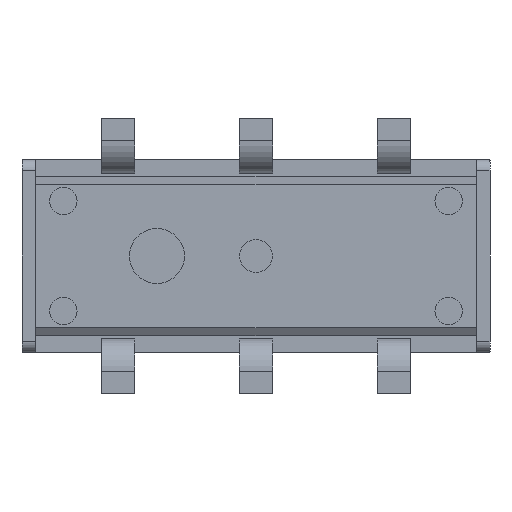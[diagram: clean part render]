
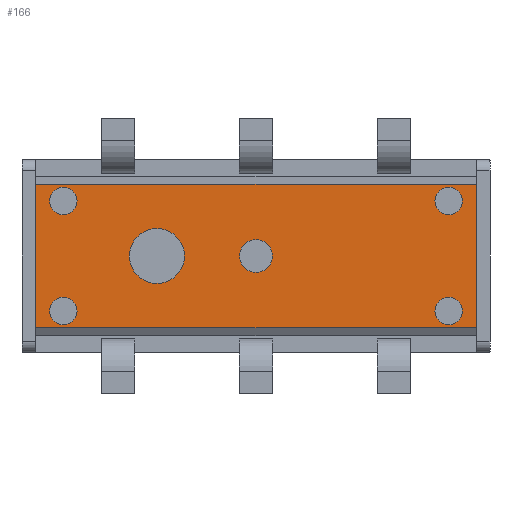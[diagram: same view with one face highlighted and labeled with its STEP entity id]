
A CAD part, front view. The second image highlights one B-rep face of the part: STEP entity #166.
In plain terms, the highlighted planar face has unit normal (0, -1, 0).
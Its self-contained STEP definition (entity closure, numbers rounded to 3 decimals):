
#14 = DIRECTION ( 'NONE',  ( 0., -1., 0. ) ) ;
#44 = DIRECTION ( 'NONE',  ( 0., -1., 0. ) ) ;
#51 = EDGE_LOOP ( 'NONE', ( #7016 ) ) ;
#92 = VERTEX_POINT ( 'NONE', #3938 ) ;
#121 = ORIENTED_EDGE ( 'NONE', *, *, #1494, .F. ) ;
#166 = ADVANCED_FACE ( 'NONE', ( #7177, #4154, #2474, #5542, #1792, #2194, #3961 ), #766, .F. ) ;
#181 = EDGE_CURVE ( 'NONE', #887, #887, #7567, .T. ) ;
#198 = AXIS2_PLACEMENT_3D ( 'NONE', #2436, #14, #8193 ) ;
#302 = DIRECTION ( 'NONE',  ( 0., -1., 0. ) ) ;
#495 = DIRECTION ( 'NONE',  ( 0., -1., 0. ) ) ;
#731 = EDGE_CURVE ( 'NONE', #6427, #6035, #6124, .T. ) ;
#766 = PLANE ( 'NONE',  #8104 ) ;
#844 = CARTESIAN_POINT ( 'NONE',  ( 3.5, 0.25, -0.75 ) ) ;
#887 = VERTEX_POINT ( 'NONE', #7827 ) ;
#894 = CARTESIAN_POINT ( 'NONE',  ( -4., 0.25, -1.75 ) ) ;
#1211 = EDGE_LOOP ( 'NONE', ( #5058 ) ) ;
#1257 = CIRCLE ( 'NONE', #3773, 0.25 ) ;
#1477 = CARTESIAN_POINT ( 'NONE',  ( -4., 0.25, -1.3 ) ) ;
#1494 = EDGE_CURVE ( 'NONE', #6530, #6530, #3087, .T. ) ;
#1541 = DIRECTION ( 'NONE',  ( 1., 0., 0. ) ) ;
#1666 = ORIENTED_EDGE ( 'NONE', *, *, #731, .T. ) ;
#1763 = CARTESIAN_POINT ( 'NONE',  ( 4., 0.25, -1.75 ) ) ;
#1792 = FACE_BOUND ( 'NONE', #1211, .T. ) ;
#1878 = DIRECTION ( 'NONE',  ( 0., 0., 1. ) ) ;
#1974 = CIRCLE ( 'NONE', #7041, 0.25 ) ;
#2194 = FACE_BOUND ( 'NONE', #2872, .T. ) ;
#2202 = EDGE_CURVE ( 'NONE', #6705, #7193, #2374, .T. ) ;
#2297 = EDGE_CURVE ( 'NONE', #6427, #6705, #7857, .T. ) ;
#2369 = CIRCLE ( 'NONE', #198, 0.5 ) ;
#2374 = LINE ( 'NONE', #7755, #3779 ) ;
#2436 = CARTESIAN_POINT ( 'NONE',  ( -1.8, 0.25, 0. ) ) ;
#2474 = FACE_BOUND ( 'NONE', #51, .T. ) ;
#2704 = CARTESIAN_POINT ( 'NONE',  ( 0., 0.25, 0. ) ) ;
#2872 = EDGE_LOOP ( 'NONE', ( #6066 ) ) ;
#3087 = CIRCLE ( 'NONE', #3839, 0.25 ) ;
#3196 = EDGE_CURVE ( 'NONE', #92, #92, #2369, .T. ) ;
#3224 = CARTESIAN_POINT ( 'NONE',  ( 3.5, 0.25, -1. ) ) ;
#3311 = CARTESIAN_POINT ( 'NONE',  ( -4.25, 0.25, 1.3 ) ) ;
#3404 = AXIS2_PLACEMENT_3D ( 'NONE', #2704, #4560, #5172 ) ;
#3422 = VECTOR ( 'NONE', #5587, 1000. ) ;
#3714 = CARTESIAN_POINT ( 'NONE',  ( -3.5, 0.25, -1. ) ) ;
#3725 = LINE ( 'NONE', #1763, #3422 ) ;
#3773 = AXIS2_PLACEMENT_3D ( 'NONE', #3714, #44, #1878 ) ;
#3779 = VECTOR ( 'NONE', #6519, 1000. ) ;
#3839 = AXIS2_PLACEMENT_3D ( 'NONE', #3224, #495, #4524 ) ;
#3938 = CARTESIAN_POINT ( 'NONE',  ( -1.8, 0.25, -0.5 ) ) ;
#3961 = FACE_OUTER_BOUND ( 'NONE', #3973, .T. ) ;
#3973 = EDGE_LOOP ( 'NONE', ( #1666, #5939, #7190, #6501 ) ) ;
#3981 = DIRECTION ( 'NONE',  ( 0., 0., 1. ) ) ;
#4050 = CARTESIAN_POINT ( 'NONE',  ( -3.5, 0.25, 1.25 ) ) ;
#4154 = FACE_BOUND ( 'NONE', #7963, .T. ) ;
#4257 = CARTESIAN_POINT ( 'NONE',  ( 4., 0.25, 1.3 ) ) ;
#4258 = VECTOR ( 'NONE', #3981, 1000. ) ;
#4382 = EDGE_LOOP ( 'NONE', ( #121 ) ) ;
#4524 = DIRECTION ( 'NONE',  ( 0., 0., 1. ) ) ;
#4560 = DIRECTION ( 'NONE',  ( 0., -1., 0. ) ) ;
#4579 = CARTESIAN_POINT ( 'NONE',  ( 0., 0.25, -0.3 ) ) ;
#4584 = CARTESIAN_POINT ( 'NONE',  ( -3.5, 0.25, 1. ) ) ;
#4688 = DIRECTION ( 'NONE',  ( 0., 0., 1. ) ) ;
#4689 = CARTESIAN_POINT ( 'NONE',  ( -3.5, 0.25, -0.75 ) ) ;
#4815 = VERTEX_POINT ( 'NONE', #4689 ) ;
#4853 = ORIENTED_EDGE ( 'NONE', *, *, #3196, .F. ) ;
#5058 = ORIENTED_EDGE ( 'NONE', *, *, #5589, .F. ) ;
#5172 = DIRECTION ( 'NONE',  ( 0., 0., -1. ) ) ;
#5210 = DIRECTION ( 'NONE',  ( 0., 0., 1. ) ) ;
#5308 = CARTESIAN_POINT ( 'NONE',  ( -4.25, 0.25, -1.3 ) ) ;
#5414 = EDGE_CURVE ( 'NONE', #6035, #7193, #3725, .T. ) ;
#5542 = FACE_BOUND ( 'NONE', #4382, .T. ) ;
#5587 = DIRECTION ( 'NONE',  ( 0., 0., 1. ) ) ;
#5589 = EDGE_CURVE ( 'NONE', #4815, #4815, #1257, .T. ) ;
#5789 = AXIS2_PLACEMENT_3D ( 'NONE', #6603, #302, #4688 ) ;
#5804 = DIRECTION ( 'NONE',  ( 0., 1., 0. ) ) ;
#5939 = ORIENTED_EDGE ( 'NONE', *, *, #5414, .T. ) ;
#6035 = VERTEX_POINT ( 'NONE', #6252 ) ;
#6066 = ORIENTED_EDGE ( 'NONE', *, *, #7467, .F. ) ;
#6124 = LINE ( 'NONE', #5308, #7452 ) ;
#6252 = CARTESIAN_POINT ( 'NONE',  ( 4., 0.25, -1.3 ) ) ;
#6421 = VERTEX_POINT ( 'NONE', #4579 ) ;
#6427 = VERTEX_POINT ( 'NONE', #1477 ) ;
#6484 = DIRECTION ( 'NONE',  ( 0., 0., 1. ) ) ;
#6501 = ORIENTED_EDGE ( 'NONE', *, *, #2297, .F. ) ;
#6519 = DIRECTION ( 'NONE',  ( 1., 0., 0. ) ) ;
#6530 = VERTEX_POINT ( 'NONE', #844 ) ;
#6603 = CARTESIAN_POINT ( 'NONE',  ( 3.5, 0.25, 1. ) ) ;
#6606 = DIRECTION ( 'NONE',  ( 0., -1., 0. ) ) ;
#6637 = VERTEX_POINT ( 'NONE', #4050 ) ;
#6676 = EDGE_LOOP ( 'NONE', ( #4853 ) ) ;
#6705 = VERTEX_POINT ( 'NONE', #7680 ) ;
#6857 = CIRCLE ( 'NONE', #3404, 0.3 ) ;
#6878 = EDGE_CURVE ( 'NONE', #6421, #6421, #6857, .T. ) ;
#7016 = ORIENTED_EDGE ( 'NONE', *, *, #181, .F. ) ;
#7041 = AXIS2_PLACEMENT_3D ( 'NONE', #4584, #6606, #5210 ) ;
#7177 = FACE_BOUND ( 'NONE', #6676, .T. ) ;
#7190 = ORIENTED_EDGE ( 'NONE', *, *, #2202, .F. ) ;
#7193 = VERTEX_POINT ( 'NONE', #4257 ) ;
#7452 = VECTOR ( 'NONE', #1541, 1000. ) ;
#7467 = EDGE_CURVE ( 'NONE', #6637, #6637, #1974, .T. ) ;
#7567 = CIRCLE ( 'NONE', #5789, 0.25 ) ;
#7589 = ORIENTED_EDGE ( 'NONE', *, *, #6878, .F. ) ;
#7680 = CARTESIAN_POINT ( 'NONE',  ( -4., 0.25, 1.3 ) ) ;
#7755 = CARTESIAN_POINT ( 'NONE',  ( -4.25, 0.25, 1.3 ) ) ;
#7827 = CARTESIAN_POINT ( 'NONE',  ( 3.5, 0.25, 1.25 ) ) ;
#7857 = LINE ( 'NONE', #894, #4258 ) ;
#7963 = EDGE_LOOP ( 'NONE', ( #7589 ) ) ;
#8104 = AXIS2_PLACEMENT_3D ( 'NONE', #3311, #5804, #6484 ) ;
#8193 = DIRECTION ( 'NONE',  ( 0., 0., -1. ) ) ;
